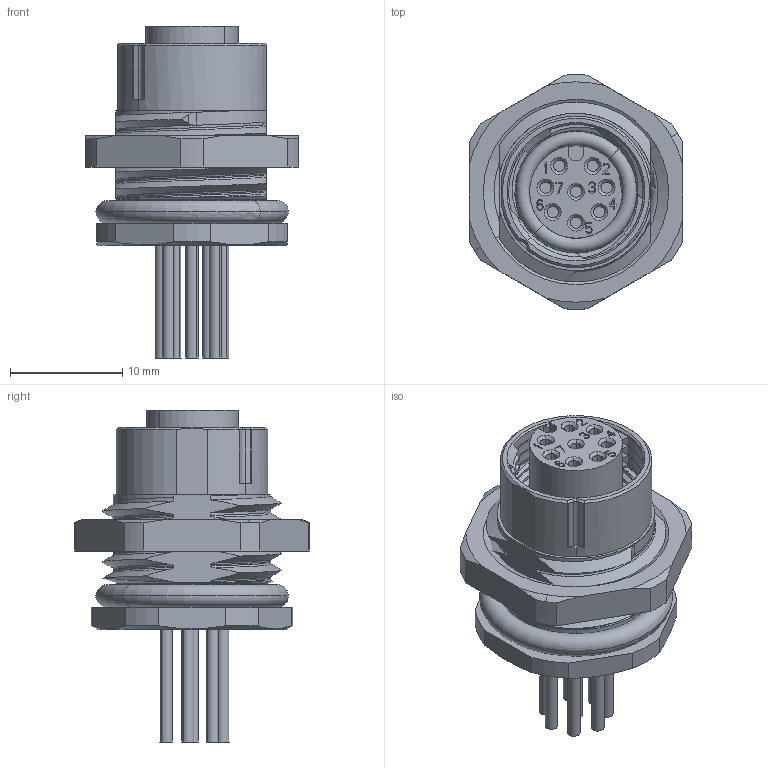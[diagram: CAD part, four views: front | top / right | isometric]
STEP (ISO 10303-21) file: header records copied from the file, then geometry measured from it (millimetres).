
FILE_DESCRIPTION((''),'2;1');
FILE_NAME('DM_CAD-1971_ASM','2014-06-24T',('creinig-se'),(''),'PRO/ENGINEER BY PARAMETRIC TECHNOLOGY CORPORATION, 2013050','PRO/ENGINEER BY PARAMETRIC TECHNOLOGY CORPORATION, 2013050','');
FILE_SCHEMA(('CONFIG_CONTROL_DESIGN'));
Length unit declared in the file: millimetre
Products named in the file (3): DM_CAD-1971_HOUSING; DM_CAD-1971_NUT; DM_CAD-1971_ASM
Assembly tree (2 placements, depth 2):
  DM_CAD-1971_ASM
    DM_CAD-1971_HOUSING
    DM_CAD-1971_NUT
Bounding box: 19 x 20.89 x 29.55 mm (x, y, z)
Volume: 3171.6 mm3; surface area: 3333.5 mm2
Topology: 2 solids, 2 shells, 555 faces, 1495 edges, 973 vertices
Faces by surface type: plane 309, cylinder 126, bspline 64, cone 43, torus 13
Entity records: 26742 total; most frequent: CARTESIAN_POINT 9311, ORIENTED_EDGE 2990, DIRECTION 2450, EDGE_CURVE 1495, VERTEX_POINT 973, VECTOR 920, LINE 920, AXIS2_PLACEMENT_3D 765
